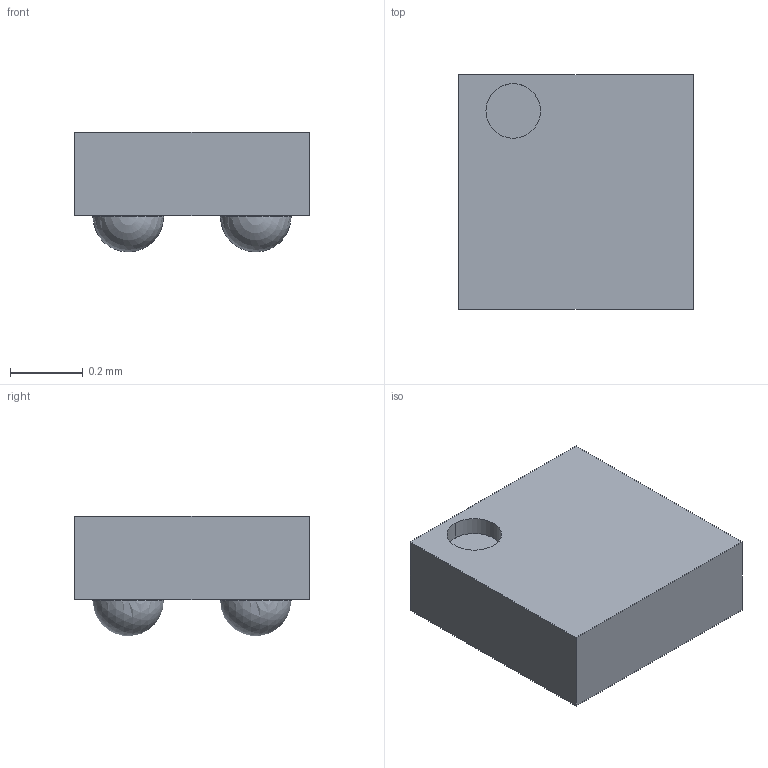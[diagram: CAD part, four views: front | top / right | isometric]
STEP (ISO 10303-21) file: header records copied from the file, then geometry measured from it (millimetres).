
FILE_DESCRIPTION(('STEP AP214'),'1');
FILE_NAME('WCSP4F.stp','2018-12-13T21:35:27',(' '),(' '),'Spatial InterOp 3D',' ',' ');
FILE_SCHEMA(('AUTOMOTIVE_DESIGN { 1 0 10303 214 1 1 1 1 }'));
Length unit declared in the file: metre
Products named in the file (6): WCSP4F; Component1; Component2; Component3; Component4; Component5
Assembly tree (5 placements, depth 2):
  WCSP4F
    Component1
    Component2
    Component3
    Component4
    Component5
Bounding box: 0.65 x 0.65 x 0.33 mm (x, y, z)
Volume: 0.1 mm3; surface area: 1.9 mm2
Topology: 5 solids, 5 shells, 33 faces, 74 edges, 44 vertices
Faces by surface type: plane 15, cylinder 10, sphere 8
Entity records: 1269 total; most frequent: DIRECTION 172, CARTESIAN_POINT 141, ORIENTED_EDGE 116, AXIS2_PLACEMENT_3D 75, EDGE_CURVE 58, VERTEX_POINT 44, EDGE_LOOP 42, STYLED_ITEM 38
